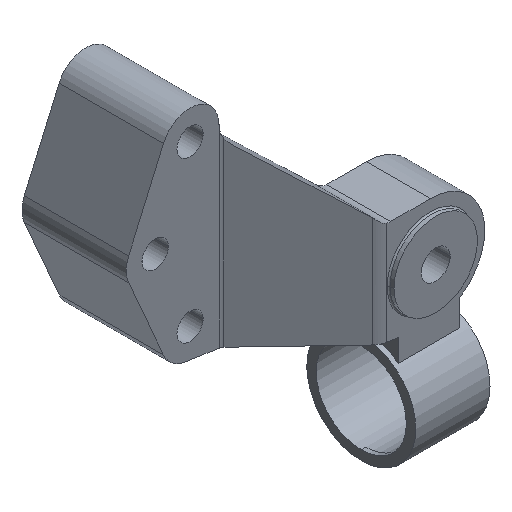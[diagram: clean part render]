
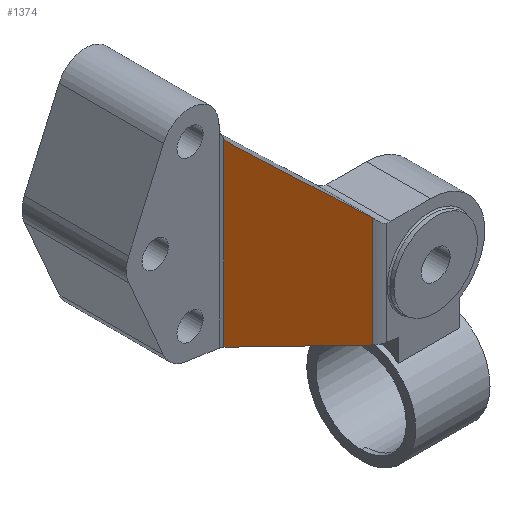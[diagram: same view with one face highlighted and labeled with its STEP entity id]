
A CAD part, isometric view. The second image highlights one B-rep face of the part: STEP entity #1374.
In plain terms, the highlighted planar face has unit normal (-0.558, -0.83, 0).
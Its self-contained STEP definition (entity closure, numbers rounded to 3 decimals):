
#92=CARTESIAN_POINT('',(52.298,-26.185,-54.506));
#246=DIRECTION('',(-0.659,0.443,0.608));
#247=VECTOR('',#246,54.847);
#248=CARTESIAN_POINT('',(52.298,-26.185,-7.075));
#249=LINE('',#248,#247);
#273=DIRECTION('',(0.,0.,-1.));
#274=VECTOR('',#273,47.431);
#275=CARTESIAN_POINT('',(52.298,-26.185,-7.075));
#276=LINE('',#275,#274);
#277=DIRECTION('',(-0.824,0.555,0.116));
#278=VECTOR('',#277,46.316);
#279=CARTESIAN_POINT('',(52.298,-26.185,-54.506));
#280=LINE('',#279,#278);
#281=DIRECTION('',(0.,0.,1.));
#282=VECTOR('',#281,77.862);
#283=CARTESIAN_POINT('',(14.139,-0.494,
-49.112));
#284=LINE('',#283,#282);
#551=CARTESIAN_POINT('',(16.169,-1.861,26.261));
#552=CARTESIAN_POINT('',(15.395,-1.34,26.975));
#553=CARTESIAN_POINT('',(14.713,-0.881,27.799));
#554=CARTESIAN_POINT('',(14.139,-0.494,28.749));
#922=CARTESIAN_POINT('',(16.169,-1.861,26.261));
#924=VERTEX_POINT('',#922);
#994=CARTESIAN_POINT('',(14.139,-0.494,
-49.112));
#995=CARTESIAN_POINT('',(14.139,-0.494,28.749));
#996=VERTEX_POINT('',#994);
#997=VERTEX_POINT('',#995);
#1005=VERTEX_POINT('',#92);
#1006=CARTESIAN_POINT('',(52.298,-26.185,
-7.075));
#1007=VERTEX_POINT('',#1006);
#1360=CARTESIAN_POINT('',(54.404,-27.603,67.));
#1361=DIRECTION('',(0.558,0.83,0.));
#1362=DIRECTION('',(-0.83,0.558,0.));
#1363=AXIS2_PLACEMENT_3D('',#1360,#1361,#1362);
#1364=PLANE('',#1363);
#1365=ORIENTED_EDGE('',*,*,#1147,.T.);
#1366=ORIENTED_EDGE('',*,*,#1190,.T.);
#1368=ORIENTED_EDGE('',*,*,#1367,.T.);
#1370=ORIENTED_EDGE('',*,*,#1369,.F.);
#1371=ORIENTED_EDGE('',*,*,#1345,.F.);
#1372=EDGE_LOOP('',(#1365,#1366,#1368,#1370,#1371));
#1373=FACE_OUTER_BOUND('',#1372,.F.);
#1374=ADVANCED_FACE('',(#1373),#1364,.F.);
#555=B_SPLINE_CURVE_WITH_KNOTS('',3,(#551,#552,#553,#554),.UNSPECIFIED.,.F.,.F.,
(4,4),(0.,1.),.UNSPECIFIED.);
#1147=EDGE_CURVE('',#1007,#1005,#276,.T.);
#1190=EDGE_CURVE('',#1005,#996,#280,.T.);
#1345=EDGE_CURVE('',#1007,#924,#249,.T.);
#1367=EDGE_CURVE('',#996,#997,#284,.T.);
#1369=EDGE_CURVE('',#924,#997,#555,.T.);
